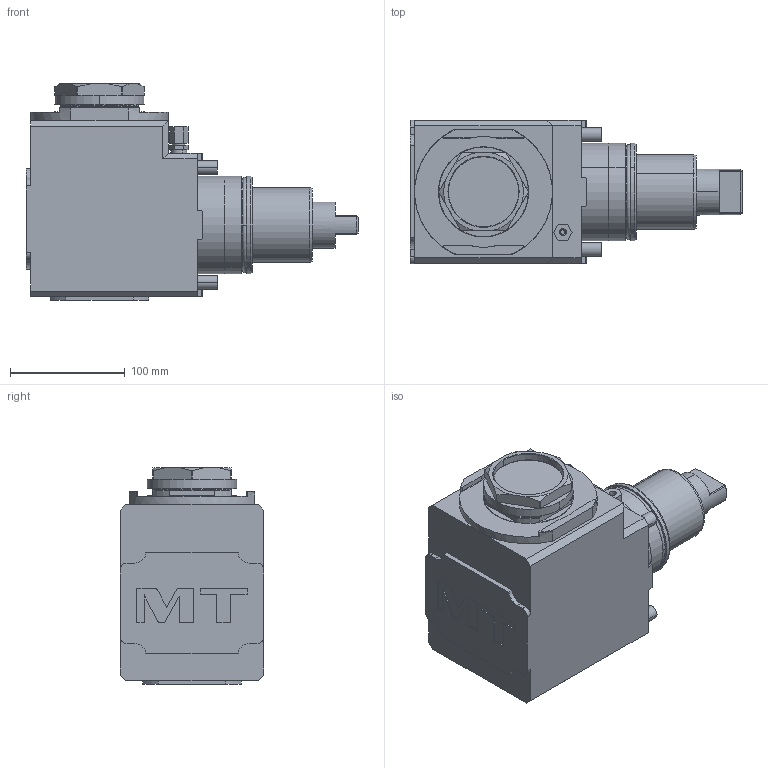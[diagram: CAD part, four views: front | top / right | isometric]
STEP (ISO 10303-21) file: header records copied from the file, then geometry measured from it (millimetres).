
FILE_DESCRIPTION((''),'2;1');
FILE_NAME('DWO0760163_CONF','2023-05-25T11:08:31',('gvalli'),('M.T. srl'),'CREO PARAMETRIC BY PTC INC, 2021072','CREO PARAMETRIC BY PTC INC, 2021072','');
FILE_SCHEMA(('CONFIG_CONTROL_DESIGN'));
Length unit declared in the file: millimetre
Products named in the file (1): DWO0760163_CONF
Bounding box: 289 x 125 x 188.5 mm (x, y, z)
Volume: 3407888.4 mm3; surface area: 173662.6 mm2
Topology: 2 solids, 2 shells, 279 faces, 717 edges, 464 vertices
Faces by surface type: plane 161, cylinder 74, cone 30, torus 12, extrusion 2
Entity records: 8787 total; most frequent: CARTESIAN_POINT 1866, DIRECTION 1435, ORIENTED_EDGE 1434, EDGE_CURVE 717, AXIS2_PLACEMENT_3D 495, VERTEX_POINT 464, VECTOR 445, LINE 443
